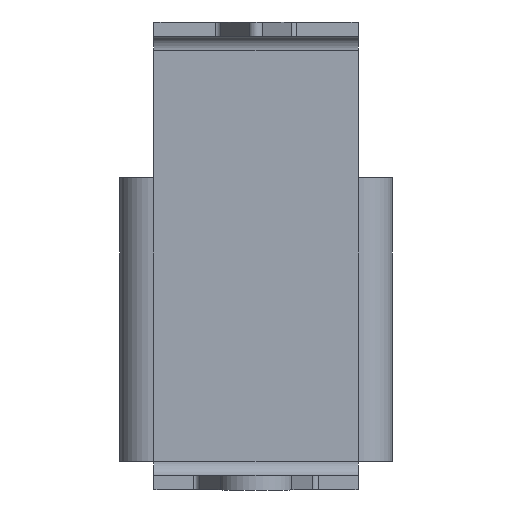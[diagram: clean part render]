
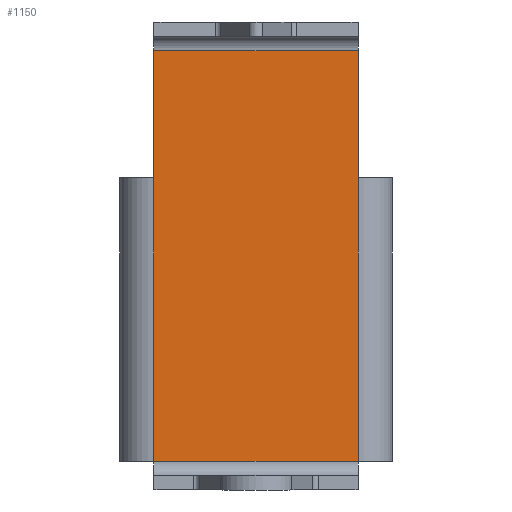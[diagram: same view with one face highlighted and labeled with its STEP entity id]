
A CAD part, front view. The second image highlights one B-rep face of the part: STEP entity #1150.
In plain terms, the highlighted planar face has unit normal (0, -1, 0).
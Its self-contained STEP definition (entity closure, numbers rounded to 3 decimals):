
#138=FACE_OUTER_BOUND('',#208,.T.);
#208=EDGE_LOOP('',(#1023,#1024,#1025,#1026,#1027,#1028));
#253=LINE('',#1730,#377);
#257=LINE('',#1743,#381);
#259=LINE('',#1747,#383);
#262=LINE('',#1755,#386);
#325=LINE('',#1918,#449);
#332=LINE('',#1938,#456);
#377=VECTOR('',#1392,10.);
#381=VECTOR('',#1404,10.);
#383=VECTOR('',#1408,10.);
#386=VECTOR('',#1417,10.);
#449=VECTOR('',#1584,10.);
#456=VECTOR('',#1613,10.);
#471=VERTEX_POINT('',#1665);
#490=VERTEX_POINT('',#1728);
#492=VERTEX_POINT('',#1734);
#495=VERTEX_POINT('',#1742);
#496=VERTEX_POINT('',#1746);
#498=VERTEX_POINT('',#1753);
#603=EDGE_CURVE('',#490,#471,#253,.T.);
#609=EDGE_CURVE('',#492,#495,#257,.T.);
#611=EDGE_CURVE('',#471,#496,#259,.T.);
#616=EDGE_CURVE('',#498,#492,#262,.T.);
#697=EDGE_CURVE('',#498,#496,#325,.T.);
#708=EDGE_CURVE('',#490,#495,#332,.T.);
#1023=ORIENTED_EDGE('',*,*,#697,.T.);
#1024=ORIENTED_EDGE('',*,*,#611,.F.);
#1025=ORIENTED_EDGE('',*,*,#603,.F.);
#1026=ORIENTED_EDGE('',*,*,#708,.T.);
#1027=ORIENTED_EDGE('',*,*,#609,.F.);
#1028=ORIENTED_EDGE('',*,*,#616,.F.);
#1080=PLANE('',#1279);
#1150=ADVANCED_FACE('',(#138),#1080,.F.);
#1279=AXIS2_PLACEMENT_3D('',#1940,#1616,#1617);
#1392=DIRECTION('',(0.,0.,-1.));
#1404=DIRECTION('',(0.,0.,1.));
#1408=DIRECTION('',(0.,0.,-1.));
#1417=DIRECTION('',(0.,0.,1.));
#1584=DIRECTION('',(1.,0.,0.));
#1613=DIRECTION('',(-1.,0.,0.));
#1616=DIRECTION('center_axis',(0.,1.,0.));
#1617=DIRECTION('ref_axis',(0.,0.,1.));
#1665=CARTESIAN_POINT('',(2.285,0.,1.75));
#1728=CARTESIAN_POINT('',(2.285,0.,4.6));
#1730=CARTESIAN_POINT('',(2.285,0.,5.24));
#1734=CARTESIAN_POINT('',(-2.285,0.,1.75));
#1742=CARTESIAN_POINT('',(-2.285,0.,4.6));
#1743=CARTESIAN_POINT('',(-2.285,0.,-5.24));
#1746=CARTESIAN_POINT('',(2.285,0.,-4.6));
#1747=CARTESIAN_POINT('',(2.285,0.,5.24));
#1753=CARTESIAN_POINT('',(-2.285,0.,-4.6));
#1755=CARTESIAN_POINT('',(-2.285,0.,-5.24));
#1918=CARTESIAN_POINT('',(1.143,0.,-4.6));
#1938=CARTESIAN_POINT('',(-1.143,0.,4.6));
#1940=CARTESIAN_POINT('Origin',(0.,0.,0.));
